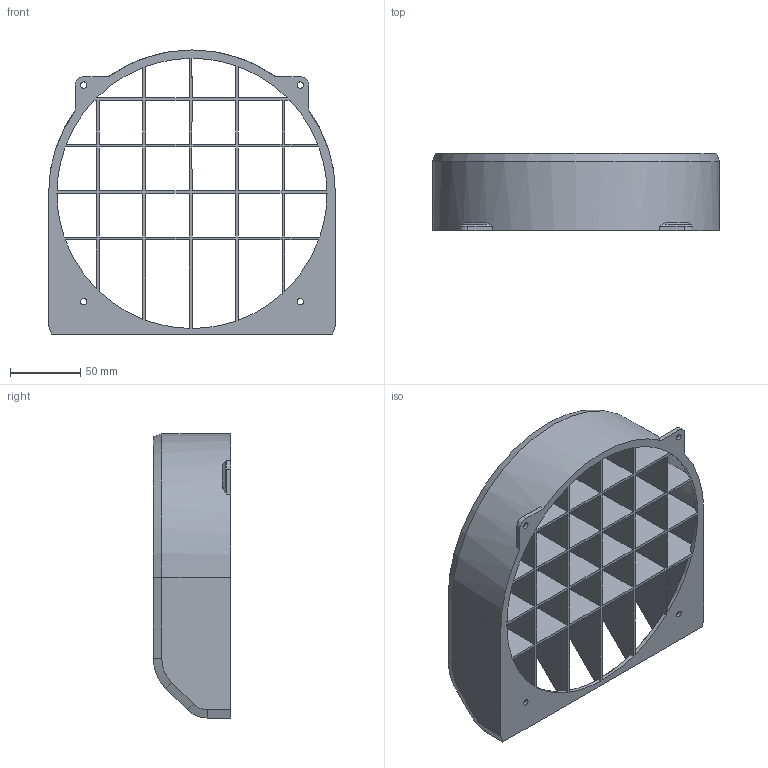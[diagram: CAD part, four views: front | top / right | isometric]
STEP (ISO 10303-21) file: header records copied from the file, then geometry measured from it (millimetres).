
FILE_DESCRIPTION(/* description */ (''),/* implementation_level */ '2;1');
FILE_NAME(/* name */ 'Fumes Desk Filter CA2 - front hood long.step',/* time_stamp */ '2025-04-28T05:43:41-06:00',/* author */ (''),/* organization */ (''),/* preprocessor_version */ 'ST-DEVELOPER v20.1',/* originating_system */ 'Autodesk Translation Framework v14.4.0.0',/* authorisation */ '');
FILE_SCHEMA (('AUTOMOTIVE_DESIGN { 1 0 10303 214 3 1 1 }'));
Length unit declared in the file: millimetre
Products named in the file (1): Front Hood Long
Bounding box: 204 x 55 x 202 mm (x, y, z)
Volume: 250429.1 mm3; surface area: 193857.1 mm2
Topology: 1 solids, 1 shells, 201 faces, 625 edges, 410 vertices
Faces by surface type: plane 139, cylinder 33, cone 29
Full cylindrical faces by diameter (mm): 4.5 x4
Entity records: 7031 total; most frequent: CARTESIAN_POINT 1293, ORIENTED_EDGE 1250, DIRECTION 1120, EDGE_CURVE 625, LINE 478, VECTOR 478, VERTEX_POINT 410, AXIS2_PLACEMENT_3D 321
